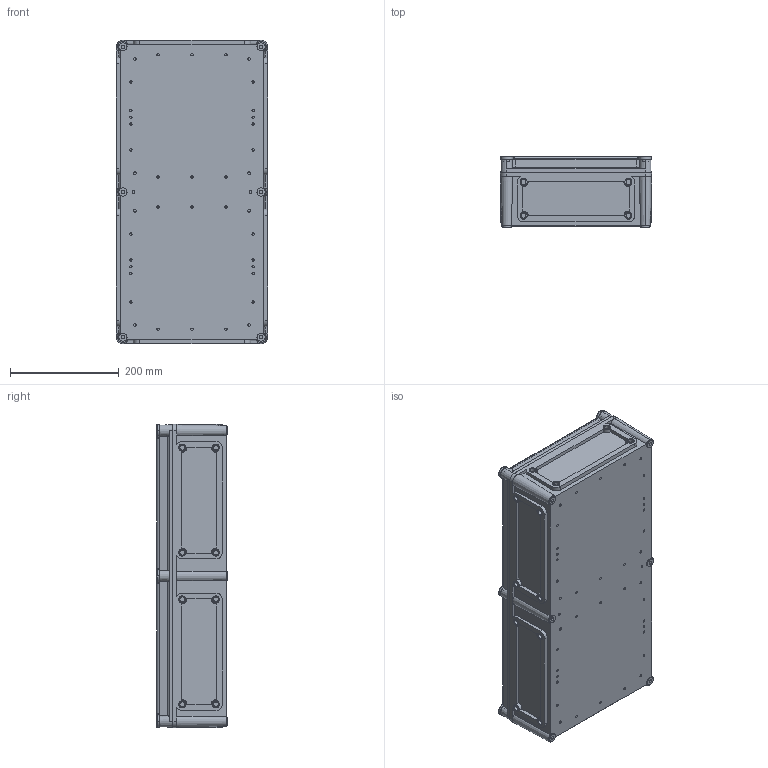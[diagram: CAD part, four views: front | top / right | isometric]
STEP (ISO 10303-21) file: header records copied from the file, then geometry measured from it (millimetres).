
FILE_DESCRIPTION (( 'STEP AP214' ), '1' );
FILE_NAME ('2538167_FIBOX_EKTH_130T.STEP', '2023-09-19T07:35:59', ( 'fiboxadmin' ), ( '' ), 'SwSTEP 2.0', 'SolidWorks 2023', '' );
FILE_SCHEMA (( 'AUTOMOTIVE_DESIGN' ));
Length unit declared in the file: millimetre
Products named in the file (4): 2538167_FIBOX_EKTH_130T; FIBOX_EKT30C; CS 10256 Cross head screw; 3530132_Fibox_EKTH_560x280x100_B
Assembly tree (8 placements, depth 2):
  2538167_FIBOX_EKTH_130T
    3530132_Fibox_EKTH_560x280x100_B
    FIBOX_EKT30C
    CS 10256 Cross head screw  x6
Bounding box: 279 x 130 x 559 mm (x, y, z)
Volume: 2063495.4 mm3; surface area: 1106956.9 mm2
Topology: 8 solids, 8 shells, 1970 faces, 4969 edges, 3181 vertices
Faces by surface type: plane 1093, cylinder 640, cone 151, bspline 72, torus 14
Entity records: 41702 total; most frequent: CARTESIAN_POINT 8978, DIRECTION 6991, ORIENTED_EDGE 6638, EDGE_CURVE 3319, AXIS2_PLACEMENT_3D 2573, VERTEX_POINT 2166, LINE 1845, VECTOR 1845
